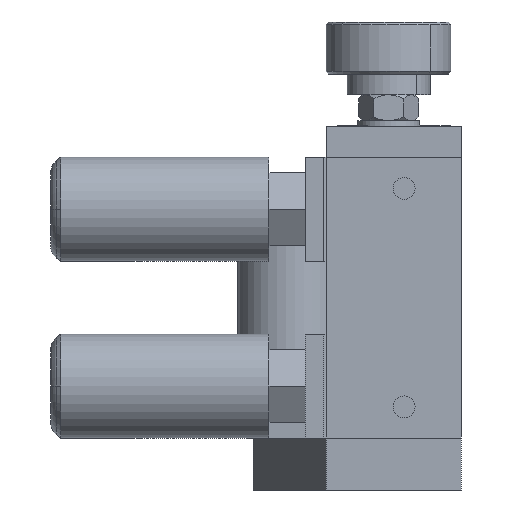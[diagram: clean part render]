
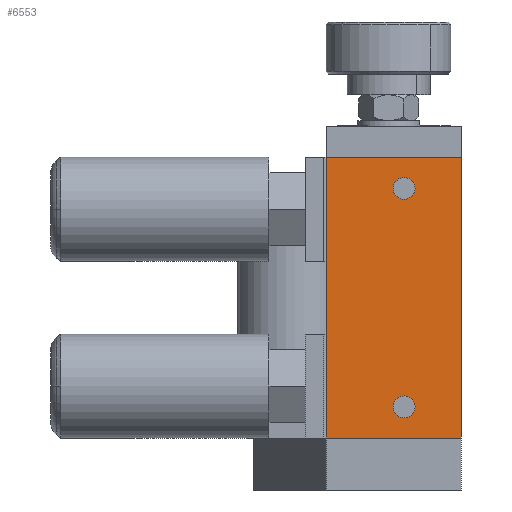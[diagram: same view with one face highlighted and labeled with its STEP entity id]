
A CAD part, left-side view. The second image highlights one B-rep face of the part: STEP entity #6553.
In plain terms, the highlighted planar face has unit normal (-1, 0, 0).
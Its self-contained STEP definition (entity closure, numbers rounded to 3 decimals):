
#149 = CIRCLE ( 'NONE', #22583, 2.1 ) ;
#311 = EDGE_LOOP ( 'NONE', ( #22743, #6278, #5739, #6081 ) ) ;
#453 = EDGE_CURVE ( 'NONE', #21284, #23747, #10147, .T. ) ;
#1556 = CIRCLE ( 'NONE', #15348, 2.1 ) ;
#2319 = VERTEX_POINT ( 'NONE', #20976 ) ;
#2871 = ORIENTED_EDGE ( 'NONE', *, *, #21756, .T. ) ;
#2942 = LINE ( 'NONE', #10459, #11733 ) ;
#2970 = CARTESIAN_POINT ( 'NONE',  ( -27.957, -20.499, -13.594 ) ) ;
#3295 = LINE ( 'NONE', #10807, #22063 ) ;
#3583 = CARTESIAN_POINT ( 'NONE',  ( -27.957, -9.499, 36.506 ) ) ;
#4037 = CARTESIAN_POINT ( 'NONE',  ( -27.957, 5.501, -13.594 ) ) ;
#4474 = LINE ( 'NONE', #11990, #5089 ) ;
#4613 = EDGE_CURVE ( 'NONE', #12038, #2319, #4474, .T. ) ;
#4832 = FACE_BOUND ( 'NONE', #17650, .T. ) ;
#4876 = VERTEX_POINT ( 'NONE', #19600 ) ;
#5023 = ORIENTED_EDGE ( 'NONE', *, *, #453, .T. ) ;
#5089 = VECTOR ( 'NONE', #19532, 1000. ) ;
#5739 = ORIENTED_EDGE ( 'NONE', *, *, #4613, .F. ) ;
#5919 = DIRECTION ( 'NONE',  ( 1., 0., 0. ) ) ;
#6022 = DIRECTION ( 'NONE',  ( 1., 0., 0. ) ) ;
#6081 = ORIENTED_EDGE ( 'NONE', *, *, #23090, .T. ) ;
#6278 = ORIENTED_EDGE ( 'NONE', *, *, #14310, .F. ) ;
#6302 = DIRECTION ( 'NONE',  ( 1., 0., 0. ) ) ;
#6516 = LINE ( 'NONE', #14062, #21010 ) ;
#6553 = ADVANCED_FACE ( 'NONE', ( #21733, #4832, #12337 ), #19873, .T. ) ;
#6559 = CARTESIAN_POINT ( 'NONE',  ( -27.957, -9.499, -9.694 ) ) ;
#6567 = CARTESIAN_POINT ( 'NONE',  ( -27.957, -9.499, 34.406 ) ) ;
#7664 = ORIENTED_EDGE ( 'NONE', *, *, #16444, .T. ) ;
#7798 = CIRCLE ( 'NONE', #21621, 2.1 ) ;
#8940 = AXIS2_PLACEMENT_3D ( 'NONE', #23206, #6302, #13838 ) ;
#10147 = CIRCLE ( 'NONE', #8940, 2.1 ) ;
#10455 = EDGE_LOOP ( 'NONE', ( #2871, #20741 ) ) ;
#10459 = CARTESIAN_POINT ( 'NONE',  ( -27.957, -20.499, -13.594 ) ) ;
#10484 = DIRECTION ( 'NONE',  ( -1., 0., 0. ) ) ;
#10807 = CARTESIAN_POINT ( 'NONE',  ( -27.957, -20.499, -13.594 ) ) ;
#11022 = CARTESIAN_POINT ( 'NONE',  ( -27.957, -20.499, 40.406 ) ) ;
#11733 = VECTOR ( 'NONE', #18008, 1000. ) ;
#11835 = CARTESIAN_POINT ( 'NONE',  ( -27.957, -9.499, 32.306 ) ) ;
#11990 = CARTESIAN_POINT ( 'NONE',  ( -27.957, 5.501, -13.594 ) ) ;
#12038 = VERTEX_POINT ( 'NONE', #4037 ) ;
#12337 = FACE_OUTER_BOUND ( 'NONE', #311, .T. ) ;
#13441 = DIRECTION ( 'NONE',  ( 0., 0., -1. ) ) ;
#13552 = DIRECTION ( 'NONE',  ( 0., 0., -1. ) ) ;
#13838 = DIRECTION ( 'NONE',  ( 0., 0., -1. ) ) ;
#14062 = CARTESIAN_POINT ( 'NONE',  ( -27.957, -20.499, 40.406 ) ) ;
#14116 = DIRECTION ( 'NONE',  ( 1., 0., 0. ) ) ;
#14166 = EDGE_CURVE ( 'NONE', #20794, #22017, #149, .T. ) ;
#14310 = EDGE_CURVE ( 'NONE', #2319, #18120, #6516, .T. ) ;
#15348 = AXIS2_PLACEMENT_3D ( 'NONE', #22942, #6022, #13552 ) ;
#16444 = EDGE_CURVE ( 'NONE', #23747, #21284, #1556, .T. ) ;
#17650 = EDGE_LOOP ( 'NONE', ( #7664, #5023 ) ) ;
#18008 = DIRECTION ( 'NONE',  ( 0., 0., 1. ) ) ;
#18038 = DIRECTION ( 'NONE',  ( 0., 0., 1. ) ) ;
#18120 = VERTEX_POINT ( 'NONE', #11022 ) ;
#18351 = DIRECTION ( 'NONE',  ( 0., -1., 0. ) ) ;
#18942 = EDGE_CURVE ( 'NONE', #4876, #18120, #2942, .T. ) ;
#19532 = DIRECTION ( 'NONE',  ( 0., 0., 1. ) ) ;
#19545 = AXIS2_PLACEMENT_3D ( 'NONE', #2970, #10484, #18038 ) ;
#19600 = CARTESIAN_POINT ( 'NONE',  ( -27.957, -20.499, -13.594 ) ) ;
#19873 = PLANE ( 'NONE',  #19545 ) ;
#20741 = ORIENTED_EDGE ( 'NONE', *, *, #14166, .T. ) ;
#20794 = VERTEX_POINT ( 'NONE', #3583 ) ;
#20976 = CARTESIAN_POINT ( 'NONE',  ( -27.957, 5.501, 40.406 ) ) ;
#21010 = VECTOR ( 'NONE', #21591, 1000. ) ;
#21284 = VERTEX_POINT ( 'NONE', #22906 ) ;
#21591 = DIRECTION ( 'NONE',  ( 0., -1., 0. ) ) ;
#21621 = AXIS2_PLACEMENT_3D ( 'NONE', #6567, #14116, #21644 ) ;
#21644 = DIRECTION ( 'NONE',  ( 0., 0., -1. ) ) ;
#21733 = FACE_BOUND ( 'NONE', #10455, .T. ) ;
#21756 = EDGE_CURVE ( 'NONE', #22017, #20794, #7798, .T. ) ;
#22017 = VERTEX_POINT ( 'NONE', #11835 ) ;
#22063 = VECTOR ( 'NONE', #18351, 1000. ) ;
#22583 = AXIS2_PLACEMENT_3D ( 'NONE', #22830, #5919, #13441 ) ;
#22743 = ORIENTED_EDGE ( 'NONE', *, *, #18942, .T. ) ;
#22830 = CARTESIAN_POINT ( 'NONE',  ( -27.957, -9.499, 34.406 ) ) ;
#22906 = CARTESIAN_POINT ( 'NONE',  ( -27.957, -9.499, -5.494 ) ) ;
#22942 = CARTESIAN_POINT ( 'NONE',  ( -27.957, -9.499, -7.594 ) ) ;
#23090 = EDGE_CURVE ( 'NONE', #12038, #4876, #3295, .T. ) ;
#23206 = CARTESIAN_POINT ( 'NONE',  ( -27.957, -9.499, -7.594 ) ) ;
#23747 = VERTEX_POINT ( 'NONE', #6559 ) ;
